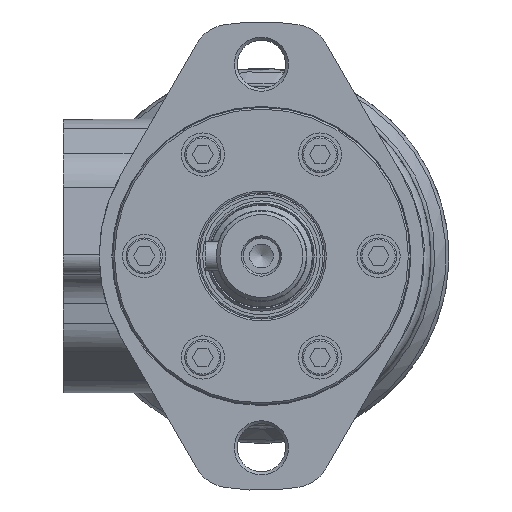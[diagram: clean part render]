
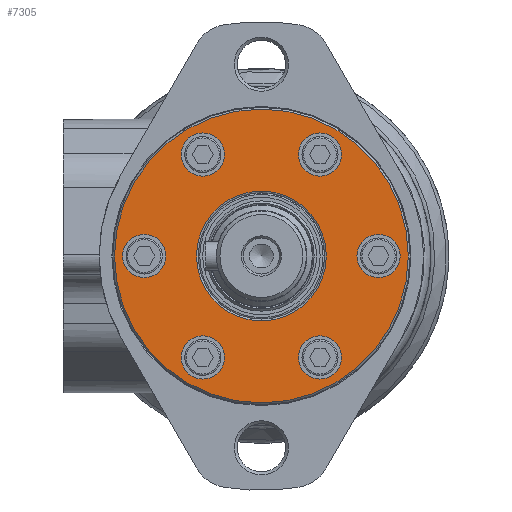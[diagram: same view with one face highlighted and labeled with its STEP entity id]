
A CAD part, left-side view. The second image highlights one B-rep face of the part: STEP entity #7305.
In plain terms, the highlighted planar face has unit normal (-1, 0, 0).
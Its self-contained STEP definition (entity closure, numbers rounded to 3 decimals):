
#604=CIRCLE('',#8062,40.75);
#605=CIRCLE('',#8063,6.);
#606=CIRCLE('',#8064,6.);
#607=CIRCLE('',#8065,6.);
#608=CIRCLE('',#8066,6.);
#609=CIRCLE('',#8067,6.);
#610=CIRCLE('',#8068,6.);
#611=CIRCLE('',#8069,18.);
#1863=ORIENTED_EDGE('',*,*,#3292,.F.);
#1864=ORIENTED_EDGE('',*,*,#3293,.F.);
#1865=ORIENTED_EDGE('',*,*,#3294,.T.);
#1866=ORIENTED_EDGE('',*,*,#3295,.T.);
#1867=ORIENTED_EDGE('',*,*,#3296,.T.);
#1868=ORIENTED_EDGE('',*,*,#3297,.T.);
#1869=ORIENTED_EDGE('',*,*,#3298,.T.);
#1870=ORIENTED_EDGE('',*,*,#3299,.T.);
#3292=EDGE_CURVE('',#4100,#4100,#604,.T.);
#3293=EDGE_CURVE('',#4101,#4101,#605,.F.);
#3294=EDGE_CURVE('',#4102,#4102,#606,.T.);
#3295=EDGE_CURVE('',#4103,#4103,#607,.T.);
#3296=EDGE_CURVE('',#4104,#4104,#608,.T.);
#3297=EDGE_CURVE('',#4105,#4105,#609,.T.);
#3298=EDGE_CURVE('',#4106,#4106,#610,.T.);
#3299=EDGE_CURVE('',#4107,#4107,#611,.T.);
#4100=VERTEX_POINT('',#12163);
#4101=VERTEX_POINT('',#12165);
#4102=VERTEX_POINT('',#12167);
#4103=VERTEX_POINT('',#12169);
#4104=VERTEX_POINT('',#12171);
#4105=VERTEX_POINT('',#12173);
#4106=VERTEX_POINT('',#12175);
#4107=VERTEX_POINT('',#12177);
#5701=EDGE_LOOP('',(#1863));
#5702=EDGE_LOOP('',(#1864));
#5703=EDGE_LOOP('',(#1865));
#5704=EDGE_LOOP('',(#1866));
#5705=EDGE_LOOP('',(#1867));
#5706=EDGE_LOOP('',(#1868));
#5707=EDGE_LOOP('',(#1869));
#5708=EDGE_LOOP('',(#1870));
#6388=FACE_BOUND('',#5701,.T.);
#6389=FACE_BOUND('',#5702,.T.);
#6390=FACE_BOUND('',#5703,.T.);
#6391=FACE_BOUND('',#5704,.T.);
#6392=FACE_BOUND('',#5705,.T.);
#6393=FACE_BOUND('',#5706,.T.);
#6394=FACE_BOUND('',#5707,.T.);
#6395=FACE_BOUND('',#5708,.T.);
#6931=PLANE('',#8061);
#7305=ADVANCED_FACE('',(#6388,#6389,#6390,#6391,#6392,#6393,#6394,#6395),
#6931,.F.);
#8061=AXIS2_PLACEMENT_3D('',#12161,#9692,#9693);
#8062=AXIS2_PLACEMENT_3D('',#12162,#9694,#9695);
#8063=AXIS2_PLACEMENT_3D('',#12164,#9696,#9697);
#8064=AXIS2_PLACEMENT_3D('',#12166,#9698,#9699);
#8065=AXIS2_PLACEMENT_3D('',#12168,#9700,#9701);
#8066=AXIS2_PLACEMENT_3D('',#12170,#9702,#9703);
#8067=AXIS2_PLACEMENT_3D('',#12172,#9704,#9705);
#8068=AXIS2_PLACEMENT_3D('',#12174,#9706,#9707);
#8069=AXIS2_PLACEMENT_3D('',#12176,#9708,#9709);
#9692=DIRECTION('',(1.,0.,0.));
#9693=DIRECTION('',(0.,0.,-1.));
#9694=DIRECTION('',(1.,0.,0.));
#9695=DIRECTION('',(0.,0.,-1.));
#9696=DIRECTION('',(1.,0.,0.));
#9697=DIRECTION('',(0.,0.,-1.));
#9698=DIRECTION('',(1.,0.,0.));
#9699=DIRECTION('',(0.,0.,-1.));
#9700=DIRECTION('',(1.,0.,0.));
#9701=DIRECTION('',(0.,0.,-1.));
#9702=DIRECTION('',(1.,0.,0.));
#9703=DIRECTION('',(0.,0.,-1.));
#9704=DIRECTION('',(1.,0.,0.));
#9705=DIRECTION('',(0.,0.,-1.));
#9706=DIRECTION('',(1.,0.,0.));
#9707=DIRECTION('',(0.,0.,-1.));
#9708=DIRECTION('',(1.,0.,0.));
#9709=DIRECTION('',(0.,0.,-1.));
#12161=CARTESIAN_POINT('',(0.,0.,0.));
#12162=CARTESIAN_POINT('',(0.,0.,0.));
#12163=CARTESIAN_POINT('',(0.,0.,-40.75));
#12164=CARTESIAN_POINT('',(0.,32.5,0.));
#12165=CARTESIAN_POINT('',(0.,32.5,-6.));
#12166=CARTESIAN_POINT('',(0.,16.25,-28.146));
#12167=CARTESIAN_POINT('',(0.,16.25,-34.146));
#12168=CARTESIAN_POINT('',(0.,-16.25,-28.146));
#12169=CARTESIAN_POINT('',(0.,-16.25,-34.146));
#12170=CARTESIAN_POINT('',(0.,-32.5,0.));
#12171=CARTESIAN_POINT('',(0.,-32.5,-6.));
#12172=CARTESIAN_POINT('',(0.,-16.25,28.146));
#12173=CARTESIAN_POINT('',(0.,-16.25,22.146));
#12174=CARTESIAN_POINT('',(0.,16.25,28.146));
#12175=CARTESIAN_POINT('',(0.,16.25,22.146));
#12176=CARTESIAN_POINT('',(0.,0.,0.));
#12177=CARTESIAN_POINT('',(0.,0.,-18.));
